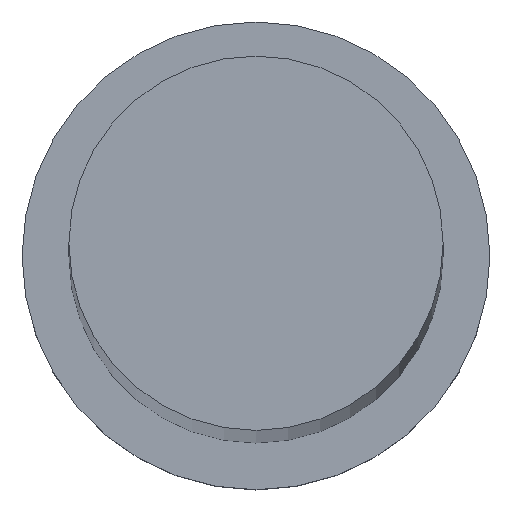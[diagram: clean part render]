
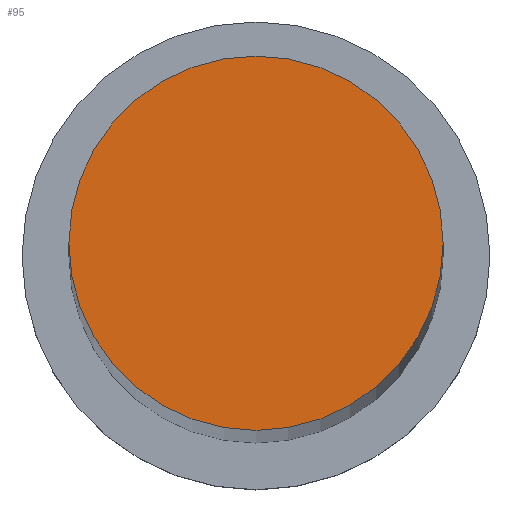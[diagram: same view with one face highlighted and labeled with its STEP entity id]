
A CAD part, top view. The second image highlights one B-rep face of the part: STEP entity #95.
In plain terms, the highlighted planar face has unit normal (0, 0, 1).
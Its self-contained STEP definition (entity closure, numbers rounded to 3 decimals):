
#16 = AXIS2_PLACEMENT_3D ( 'NONE', #227, #58, #194 ) ;
#17 = CARTESIAN_POINT ( 'NONE',  ( 0., 0., 630. ) ) ;
#20 = ORIENTED_EDGE ( 'NONE', *, *, #98, .T. ) ;
#37 = DIRECTION ( 'NONE',  ( 1., 0., 0. ) ) ;
#41 = DIRECTION ( 'NONE',  ( 0., 0., 1. ) ) ;
#57 = DIRECTION ( 'NONE',  ( 0., 0., 1. ) ) ;
#58 = DIRECTION ( 'NONE',  ( 0., 0., 1. ) ) ;
#83 = EDGE_LOOP ( 'NONE', ( #84, #20 ) ) ;
#84 = ORIENTED_EDGE ( 'NONE', *, *, #90, .T. ) ;
#90 = EDGE_CURVE ( 'NONE', #251, #102, #248, .T. ) ;
#95 = ADVANCED_FACE ( 'NONE', ( #153 ), #187, .T. ) ;
#98 = EDGE_CURVE ( 'NONE', #102, #251, #199, .T. ) ;
#102 = VERTEX_POINT ( 'NONE', #123 ) ;
#123 = CARTESIAN_POINT ( 'NONE',  ( 16., 0., 630. ) ) ;
#134 = DIRECTION ( 'NONE',  ( 1., 0., 0. ) ) ;
#147 = CARTESIAN_POINT ( 'NONE',  ( -16., 0., 630. ) ) ;
#153 = FACE_OUTER_BOUND ( 'NONE', #83, .T. ) ;
#172 = AXIS2_PLACEMENT_3D ( 'NONE', #174, #41, #37 ) ;
#174 = CARTESIAN_POINT ( 'NONE',  ( 0., 0., 630. ) ) ;
#187 = PLANE ( 'NONE',  #219 ) ;
#194 = DIRECTION ( 'NONE',  ( 1., 0., 0. ) ) ;
#199 = CIRCLE ( 'NONE', #16, 16. ) ;
#219 = AXIS2_PLACEMENT_3D ( 'NONE', #17, #57, #134 ) ;
#227 = CARTESIAN_POINT ( 'NONE',  ( 0., 0., 630. ) ) ;
#248 = CIRCLE ( 'NONE', #172, 16. ) ;
#251 = VERTEX_POINT ( 'NONE', #147 ) ;
